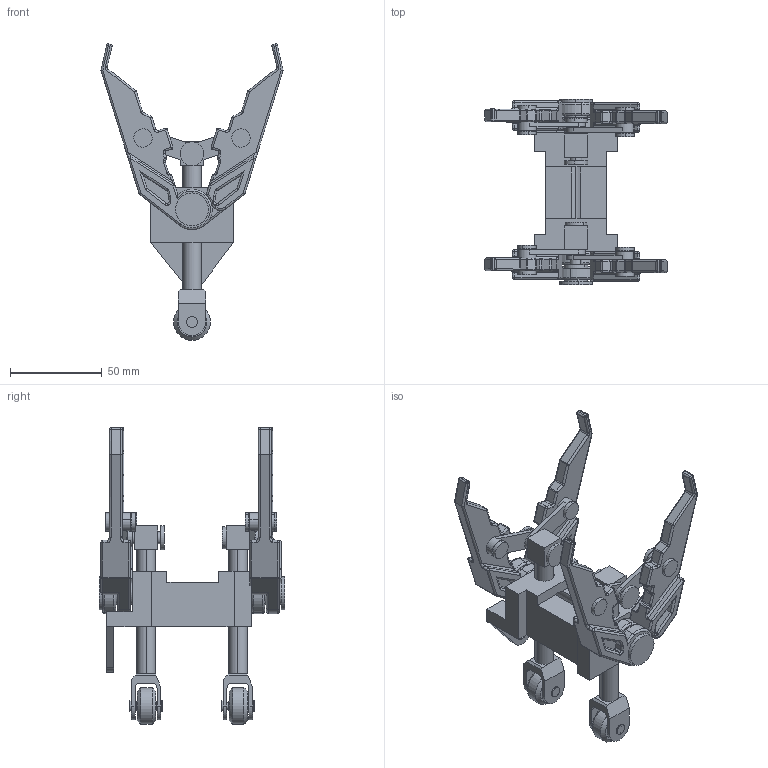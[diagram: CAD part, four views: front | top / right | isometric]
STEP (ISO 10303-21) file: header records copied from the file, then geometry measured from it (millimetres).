
FILE_DESCRIPTION (( 'STEP AP214' ), '1' );
FILE_NAME ('MFS-00.STEP', '2022-08-28T13:27:21', ( '' ), ( '' ), 'SwSTEP 2.0', 'SolidWorks 2018', '' );
FILE_SCHEMA (( 'AUTOMOTIVE_DESIGN' ));
Length unit declared in the file: millimetre
Products named in the file (8): MFS-130^MFS-00; MFS-00; Part15^MFS-00; Part12^MFS-00; MFS-100_02; MFS-120^MFS-00; Part18^MFS-00; MFS-110^MFS-00
Assembly tree (19 placements, depth 2):
  MFS-00
    Part12^MFS-00  x2
    MFS-100_02  x4
    MFS-110^MFS-00  x4
    Part15^MFS-00
    MFS-120^MFS-00  x4
    MFS-130^MFS-00  x2
    Part18^MFS-00  x2
Bounding box: 99.08 x 101 x 161.43 mm (x, y, z)
Volume: 155479.8 mm3; surface area: 68640.5 mm2
Topology: 21 solids, 21 shells, 982 faces, 2298 edges, 1310 vertices
Faces by surface type: cylinder 487, plane 275, torus 108, sphere 88, bspline 16, cone 8
Entity records: 9928 total; most frequent: CARTESIAN_POINT 2119, DIRECTION 1687, ORIENTED_EDGE 1474, EDGE_CURVE 737, AXIS2_PLACEMENT_3D 655, VERTEX_POINT 447, LINE 377, VECTOR 377
